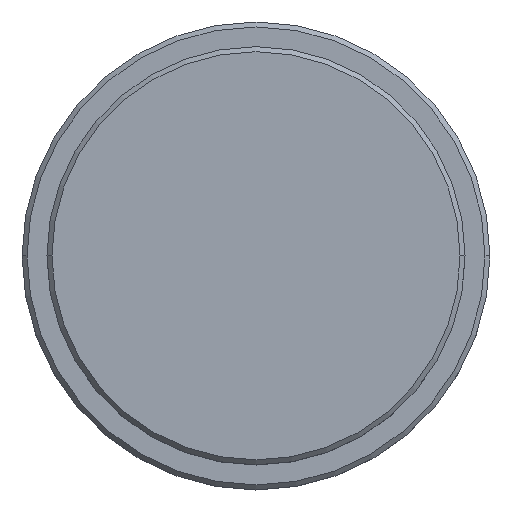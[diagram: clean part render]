
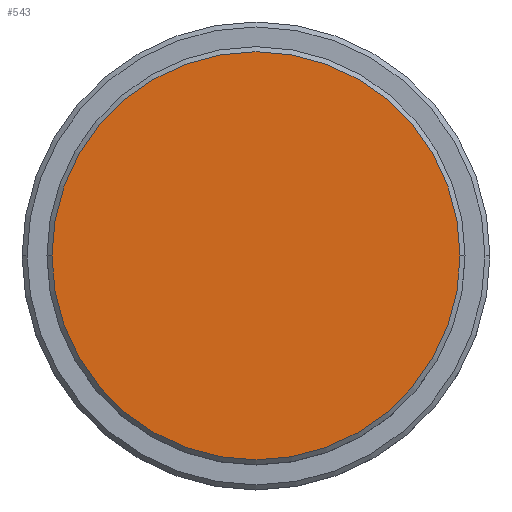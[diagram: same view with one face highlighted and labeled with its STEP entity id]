
A CAD part, top view. The second image highlights one B-rep face of the part: STEP entity #543.
In plain terms, the highlighted planar face has unit normal (0, 0, 1).
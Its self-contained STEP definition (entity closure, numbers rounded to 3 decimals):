
#4 = PLANE ( 'NONE',  #1361 ) ;
#29 = DIRECTION ( 'NONE',  ( 0., 0., 1. ) ) ;
#109 = CARTESIAN_POINT ( 'NONE',  ( -20.5, 0., 0. ) ) ;
#167 = CARTESIAN_POINT ( 'NONE',  ( 0., 0., 0. ) ) ;
#210 = AXIS2_PLACEMENT_3D ( 'NONE', #1355, #1128, #377 ) ;
#351 = VERTEX_POINT ( 'NONE', #522 ) ;
#369 = ORIENTED_EDGE ( 'NONE', *, *, #1123, .T. ) ;
#377 = DIRECTION ( 'NONE',  ( 1., 0., 0. ) ) ;
#467 = EDGE_LOOP ( 'NONE', ( #369, #1166 ) ) ;
#522 = CARTESIAN_POINT ( 'NONE',  ( 20.5, 0., 0. ) ) ;
#527 = AXIS2_PLACEMENT_3D ( 'NONE', #167, #1146, #1017 ) ;
#543 = ADVANCED_FACE ( 'NONE', ( #683 ), #4, .T. ) ;
#675 = EDGE_CURVE ( 'NONE', #351, #1302, #714, .T. ) ;
#683 = FACE_OUTER_BOUND ( 'NONE', #467, .T. ) ;
#714 = CIRCLE ( 'NONE', #527, 20.5 ) ;
#1017 = DIRECTION ( 'NONE',  ( 1., 0., 0. ) ) ;
#1099 = DIRECTION ( 'NONE',  ( 1., 0., 0. ) ) ;
#1110 = CARTESIAN_POINT ( 'NONE',  ( 0., 0., 0. ) ) ;
#1123 = EDGE_CURVE ( 'NONE', #1302, #351, #1227, .T. ) ;
#1128 = DIRECTION ( 'NONE',  ( 0., 0., 1. ) ) ;
#1146 = DIRECTION ( 'NONE',  ( 0., 0., 1. ) ) ;
#1166 = ORIENTED_EDGE ( 'NONE', *, *, #675, .T. ) ;
#1227 = CIRCLE ( 'NONE', #210, 20.5 ) ;
#1302 = VERTEX_POINT ( 'NONE', #109 ) ;
#1355 = CARTESIAN_POINT ( 'NONE',  ( 0., 0., 0. ) ) ;
#1361 = AXIS2_PLACEMENT_3D ( 'NONE', #1110, #29, #1099 ) ;
